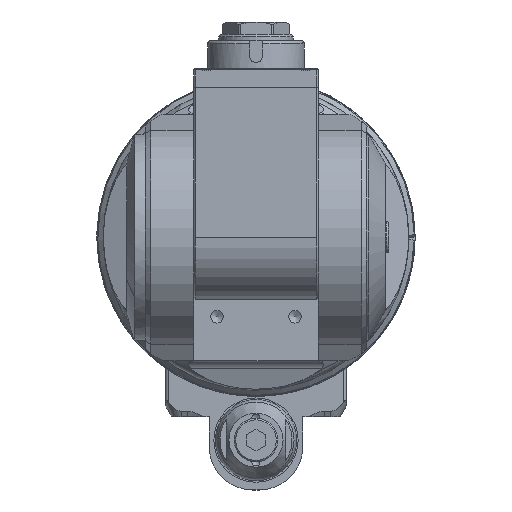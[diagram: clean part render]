
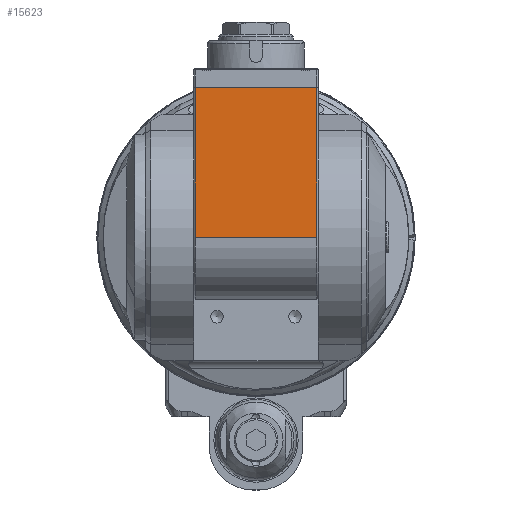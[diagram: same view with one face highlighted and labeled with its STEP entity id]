
A CAD part, front view. The second image highlights one B-rep face of the part: STEP entity #15623.
In plain terms, the highlighted face is planar.
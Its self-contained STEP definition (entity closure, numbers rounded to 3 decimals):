
#1106=PLANE('',#17407);
#2210=FACE_OUTER_BOUND('',#3296,.T.);
#3296=EDGE_LOOP('',(#13954,#13955,#13956,#13957));
#5053=LINE('',#57078,#6073);
#5159=LINE('',#57466,#6179);
#5160=LINE('',#57469,#6180);
#5161=LINE('',#57470,#6181);
#6073=VECTOR('',#21282,39.);
#6179=VECTOR('',#21636,48.);
#6180=VECTOR('',#21639,39.);
#6181=VECTOR('',#21640,48.);
#7525=VERTEX_POINT('',#57075);
#7526=VERTEX_POINT('',#57077);
#7642=VERTEX_POINT('',#57464);
#7643=VERTEX_POINT('',#57468);
#9618=EDGE_CURVE('',#7526,#7525,#5053,.T.);
#9792=EDGE_CURVE('',#7525,#7642,#5159,.T.);
#9793=EDGE_CURVE('',#7643,#7642,#5160,.T.);
#9794=EDGE_CURVE('',#7526,#7643,#5161,.T.);
#13954=ORIENTED_EDGE('',*,*,#9618,.T.);
#13955=ORIENTED_EDGE('',*,*,#9792,.T.);
#13956=ORIENTED_EDGE('',*,*,#9793,.F.);
#13957=ORIENTED_EDGE('',*,*,#9794,.F.);
#15623=ADVANCED_FACE('',(#2210),#1106,.T.);
#17407=AXIS2_PLACEMENT_3D('',#57467,#21637,#21638);
#21282=DIRECTION('',(0.,-1.,0.));
#21636=DIRECTION('',(0.,0.,-1.));
#21637=DIRECTION('center_axis',(1.,0.,0.));
#21638=DIRECTION('ref_axis',(0.,0.,1.));
#21639=DIRECTION('',(0.,-1.,0.));
#21640=DIRECTION('',(0.,0.,-1.));
#57075=CARTESIAN_POINT('',(117.,-19.5,48.));
#57077=CARTESIAN_POINT('',(117.,19.5,48.));
#57078=CARTESIAN_POINT('',(117.,19.5,48.));
#57464=CARTESIAN_POINT('',(117.,-19.5,0.));
#57466=CARTESIAN_POINT('',(117.,-19.5,48.));
#57467=CARTESIAN_POINT('Origin',(117.,0.,0.));
#57468=CARTESIAN_POINT('',(117.,19.5,0.));
#57469=CARTESIAN_POINT('',(117.,19.5,0.));
#57470=CARTESIAN_POINT('',(117.,19.5,48.));
